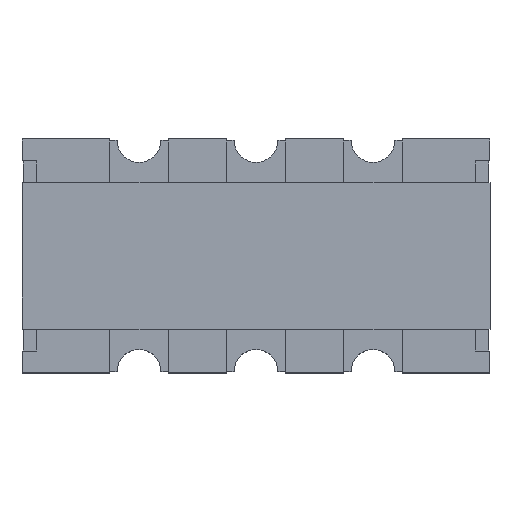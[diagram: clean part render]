
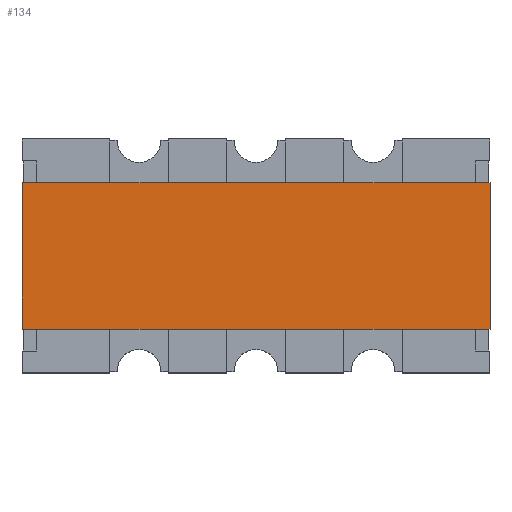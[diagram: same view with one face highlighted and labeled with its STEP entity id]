
A CAD part, top view. The second image highlights one B-rep face of the part: STEP entity #134.
In plain terms, the highlighted planar face has unit normal (0, 0, 1).
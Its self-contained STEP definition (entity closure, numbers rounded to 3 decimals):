
#134 = ADVANCED_FACE ( 'NONE', ( #2411 ), #1599, .T. ) ;
#182 = VERTEX_POINT ( 'NONE', #3636 ) ;
#194 = EDGE_CURVE ( 'NONE', #5072, #182, #2001, .T. ) ;
#433 = LINE ( 'NONE', #1220, #4840 ) ;
#576 = DIRECTION ( 'NONE',  ( -1., 0., 0. ) ) ;
#591 = CARTESIAN_POINT ( 'NONE',  ( -1.6, 0.5, 0.5 ) ) ;
#712 = EDGE_CURVE ( 'NONE', #182, #2154, #433, .T. ) ;
#738 = ORIENTED_EDGE ( 'NONE', *, *, #2880, .T. ) ;
#805 = CARTESIAN_POINT ( 'NONE',  ( 0., 0., 0.5 ) ) ;
#1156 = CARTESIAN_POINT ( 'NONE',  ( 1.6, 0.5, 0.5 ) ) ;
#1220 = CARTESIAN_POINT ( 'NONE',  ( 1.6, 0.5, 0.5 ) ) ;
#1396 = VECTOR ( 'NONE', #576, 1000. ) ;
#1531 = AXIS2_PLACEMENT_3D ( 'NONE', #805, #4905, #4414 ) ;
#1558 = VECTOR ( 'NONE', #4693, 1000. ) ;
#1599 = PLANE ( 'NONE',  #1531 ) ;
#1911 = ORIENTED_EDGE ( 'NONE', *, *, #712, .T. ) ;
#1987 = ORIENTED_EDGE ( 'NONE', *, *, #3484, .T. ) ;
#2001 = LINE ( 'NONE', #5215, #4664 ) ;
#2154 = VERTEX_POINT ( 'NONE', #1156 ) ;
#2290 = LINE ( 'NONE', #591, #1558 ) ;
#2411 = FACE_OUTER_BOUND ( 'NONE', #3642, .T. ) ;
#2625 = LINE ( 'NONE', #4224, #1396 ) ;
#2880 = EDGE_CURVE ( 'NONE', #4030, #5072, #2290, .T. ) ;
#3484 = EDGE_CURVE ( 'NONE', #2154, #4030, #2625, .T. ) ;
#3609 = DIRECTION ( 'NONE',  ( 1., 0., 0. ) ) ;
#3618 = ORIENTED_EDGE ( 'NONE', *, *, #194, .T. ) ;
#3636 = CARTESIAN_POINT ( 'NONE',  ( 1.6, -0.5, 0.5 ) ) ;
#3642 = EDGE_LOOP ( 'NONE', ( #1911, #1987, #738, #3618 ) ) ;
#3672 = DIRECTION ( 'NONE',  ( 0., 1., 0. ) ) ;
#3826 = CARTESIAN_POINT ( 'NONE',  ( -1.6, 0.5, 0.5 ) ) ;
#3933 = CARTESIAN_POINT ( 'NONE',  ( -1.6, -0.5, 0.5 ) ) ;
#4030 = VERTEX_POINT ( 'NONE', #3826 ) ;
#4224 = CARTESIAN_POINT ( 'NONE',  ( -1.6, 0.5, 0.5 ) ) ;
#4414 = DIRECTION ( 'NONE',  ( 1., 0., 0. ) ) ;
#4664 = VECTOR ( 'NONE', #3609, 1000. ) ;
#4693 = DIRECTION ( 'NONE',  ( 0., -1., 0. ) ) ;
#4840 = VECTOR ( 'NONE', #3672, 1000. ) ;
#4905 = DIRECTION ( 'NONE',  ( 0., 0., 1. ) ) ;
#5072 = VERTEX_POINT ( 'NONE', #3933 ) ;
#5215 = CARTESIAN_POINT ( 'NONE',  ( -1.6, -0.5, 0.5 ) ) ;
